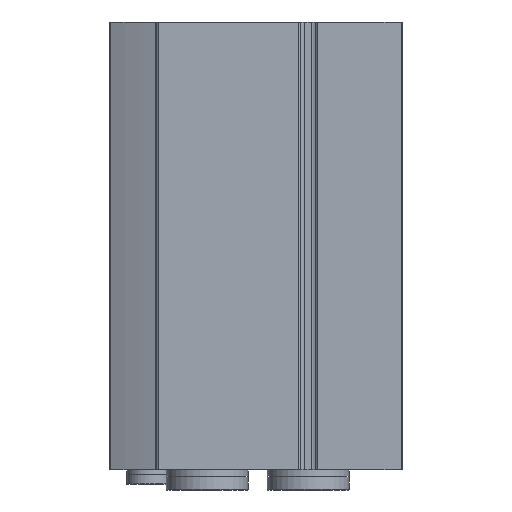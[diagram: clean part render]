
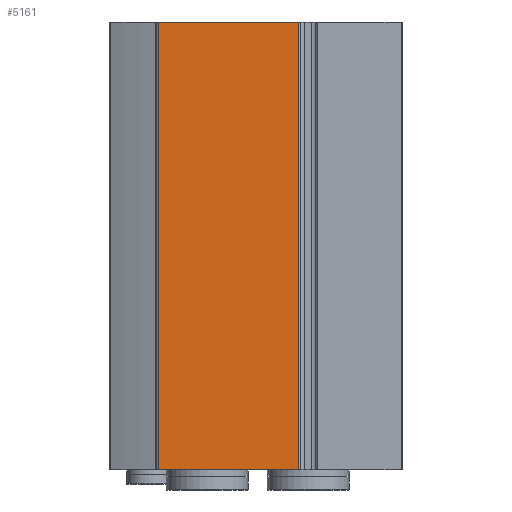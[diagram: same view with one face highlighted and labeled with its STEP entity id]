
A CAD part, front view. The second image highlights one B-rep face of the part: STEP entity #5161.
In plain terms, the highlighted planar face has unit normal (0, -1, 0).
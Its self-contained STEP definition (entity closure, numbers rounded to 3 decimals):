
#191=PLANE('',#5596);
#734=ORIENTED_EDGE('',*,*,#2084,.F.);
#735=ORIENTED_EDGE('',*,*,#2083,.F.);
#736=ORIENTED_EDGE('',*,*,#2085,.T.);
#737=ORIENTED_EDGE('',*,*,#2086,.T.);
#2083=EDGE_CURVE('',#2755,#2754,#3250,.T.);
#2084=EDGE_CURVE('',#2754,#2756,#3251,.T.);
#2085=EDGE_CURVE('',#2755,#2757,#3252,.T.);
#2086=EDGE_CURVE('',#2757,#2756,#3253,.T.);
#2754=VERTEX_POINT('',#8167);
#2755=VERTEX_POINT('',#8169);
#2756=VERTEX_POINT('',#8173);
#2757=VERTEX_POINT('',#8175);
#3250=LINE('',#8170,#3606);
#3251=LINE('',#8172,#3607);
#3252=LINE('',#8174,#3608);
#3253=LINE('',#8176,#3609);
#3606=VECTOR('',#6301,1000.);
#3607=VECTOR('',#6304,1000.);
#3608=VECTOR('',#6305,1000.);
#3609=VECTOR('',#6306,1000.);
#3968=EDGE_LOOP('',(#734,#735,#736,#737));
#4510=FACE_BOUND('',#3968,.T.);
#5161=ADVANCED_FACE('',(#4510),#191,.T.);
#5596=AXIS2_PLACEMENT_3D('',#8171,#6302,#6303);
#6301=DIRECTION('',(0.,0.,1.));
#6302=DIRECTION('',(0.,-1.,0.));
#6303=DIRECTION('',(0.,0.,-1.));
#6304=DIRECTION('',(1.,0.,0.));
#6305=DIRECTION('',(1.,0.,0.));
#6306=DIRECTION('',(0.,0.,1.));
#8167=CARTESIAN_POINT('',(-47.42,0.,0.));
#8169=CARTESIAN_POINT('',(-47.42,0.,-142.));
#8170=CARTESIAN_POINT('',(-47.42,0.,-142.));
#8171=CARTESIAN_POINT('',(-47.42,0.,-142.));
#8172=CARTESIAN_POINT('',(-47.42,0.,0.));
#8173=CARTESIAN_POINT('',(-3.,0.,0.));
#8174=CARTESIAN_POINT('',(-47.42,0.,-142.));
#8175=CARTESIAN_POINT('',(-3.,0.,-142.));
#8176=CARTESIAN_POINT('',(-3.,0.,-142.));
